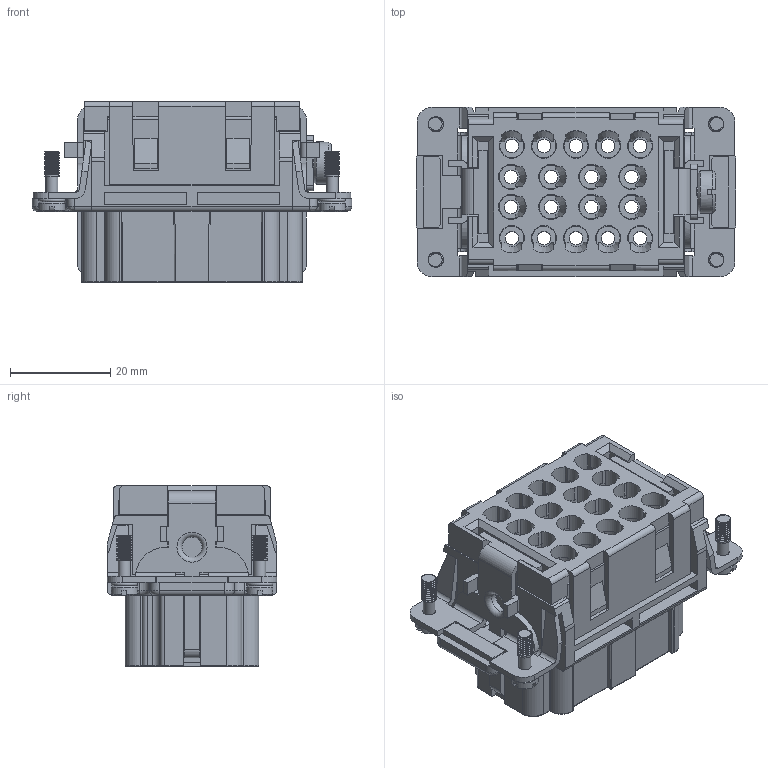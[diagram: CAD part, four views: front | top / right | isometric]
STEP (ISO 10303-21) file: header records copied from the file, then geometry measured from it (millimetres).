
FILE_DESCRIPTION(/* description */ (''),/* implementation_level */ '2;1');
FILE_NAME(/* name */ 'HEE-018-FC.stp',/* time_stamp */ '2023-09-18T13:00:51+08:00',/* author */ (''),/* organization */ (''),/* preprocessor_version */ 'ST-DEVELOPER v16',/* originating_system */ 'SIEMENS PLM Software NX 10.0',/* authorisation */ '');
FILE_SCHEMA (('AUTOMOTIVE_DESIGN { 1 0 10303 214 3 1 1 1 }'));
Products named in the file (1): Admi16F8F3C4yssc
Bounding box: 63.8 x 33.8 x 36.1 mm (x, y, z)
Volume: 156.4 mm3; surface area: 33432.2 mm2
Topology: 7 solids, 8 shells, 1403 faces, 3842 edges, 2491 vertices
Faces by surface type: plane 828, cylinder 427, cone 87, torus 26, sphere 21, bspline 14
Full cylindrical faces by diameter (mm): 1.5 x1, 1.6 x7, 1.8 x7, 2.4 x4, 2.5 x7, 2.65 x21, 3 x40, 4 x2, 4.8 x18, 5 x18, 5.3 x4, 6.4 x2, 8.5 x1
Entity records: 55649 total; most frequent: CARTESIAN_POINT 21485, ORIENTED_EDGE 7064, DIRECTION 7002, EDGE_CURVE 3532, AXIS2_PLACEMENT_3D 2364, VERTEX_POINT 2352, LINE 2274, VECTOR 2274
